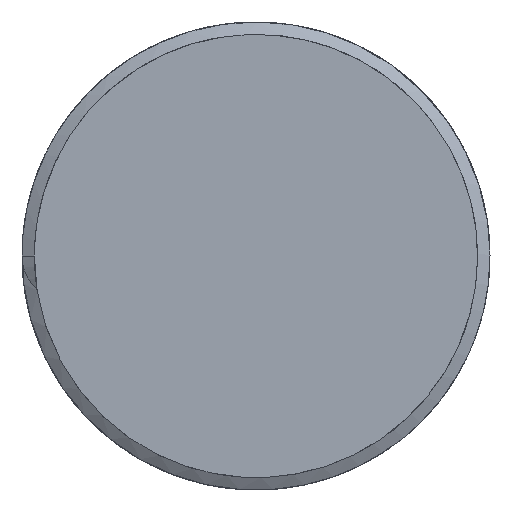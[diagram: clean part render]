
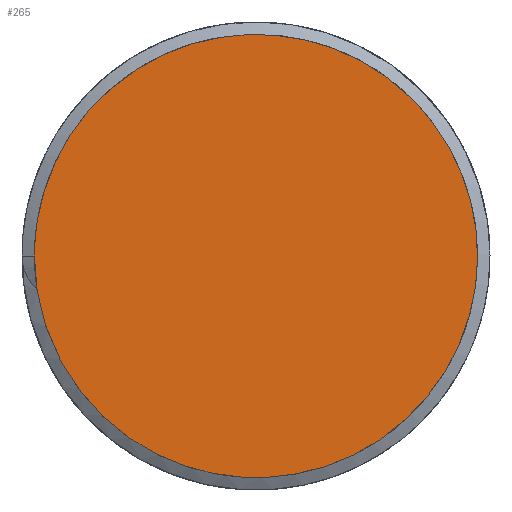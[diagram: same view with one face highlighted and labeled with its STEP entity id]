
A CAD part, left-side view. The second image highlights one B-rep face of the part: STEP entity #265.
In plain terms, the highlighted free-form (B-spline) face has degree [1, 1] with [2, 2] control points.
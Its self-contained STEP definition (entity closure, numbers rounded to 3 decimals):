
#244=CARTESIAN_POINT('',(0.,-41.7,41.7));
#245=CARTESIAN_POINT('',(0.,-41.7,-41.7));
#246=CARTESIAN_POINT('',(0.,41.7,41.7));
#247=CARTESIAN_POINT('',(0.,41.7,-41.7));
#248=B_SPLINE_SURFACE_WITH_KNOTS('',1,1,((#244,#245),(#246,#247)),.PLANE_SURF.,.F.,.F.,.U.,(2,2),(2,2),(-1.,2.),(-1.,2.),.UNSPECIFIED.);
#249=CARTESIAN_POINT('',(0.,13.9,0.));
#250=VERTEX_POINT('',#249);
#251=CARTESIAN_POINT('',(0.,13.9,0.));
#252=CARTESIAN_POINT('',(0.,13.9,-13.9));
#253=CARTESIAN_POINT('',(0.,0.,-13.9));
#254=CARTESIAN_POINT('',(0.,-13.9,-13.9));
#255=CARTESIAN_POINT('',(0.,-13.9,0.));
#256=CARTESIAN_POINT('',(0.,-13.9,13.9));
#257=CARTESIAN_POINT('',(0.,0.,13.9));
#258=CARTESIAN_POINT('',(0.,13.9,13.9));
#259=CARTESIAN_POINT('',(0.,13.9,0.));
#260=(BOUNDED_CURVE()B_SPLINE_CURVE(2,(#251,#252,#253,#254,#255,#256,#257,#258,#259),.CIRCULAR_ARC.,.T.,.U.)B_SPLINE_CURVE_WITH_KNOTS((3,2,2,2,3),(0.,0.25,0.5,0.75,1.),.UNSPECIFIED.)CURVE()GEOMETRIC_REPRESENTATION_ITEM()RATIONAL_B_SPLINE_CURVE((1.,0.707,1.,0.707,1.,0.707,1.,0.707,1.))REPRESENTATION_ITEM(''));
#261=EDGE_CURVE('',#250,#250,#260,.T.);
#262=ORIENTED_EDGE('',*,*,#261,.T.);
#263=EDGE_LOOP('',(#262));
#264=FACE_OUTER_BOUND('',#263,.T.);
#265=ADVANCED_FACE('',(#264),#248,.T.);
